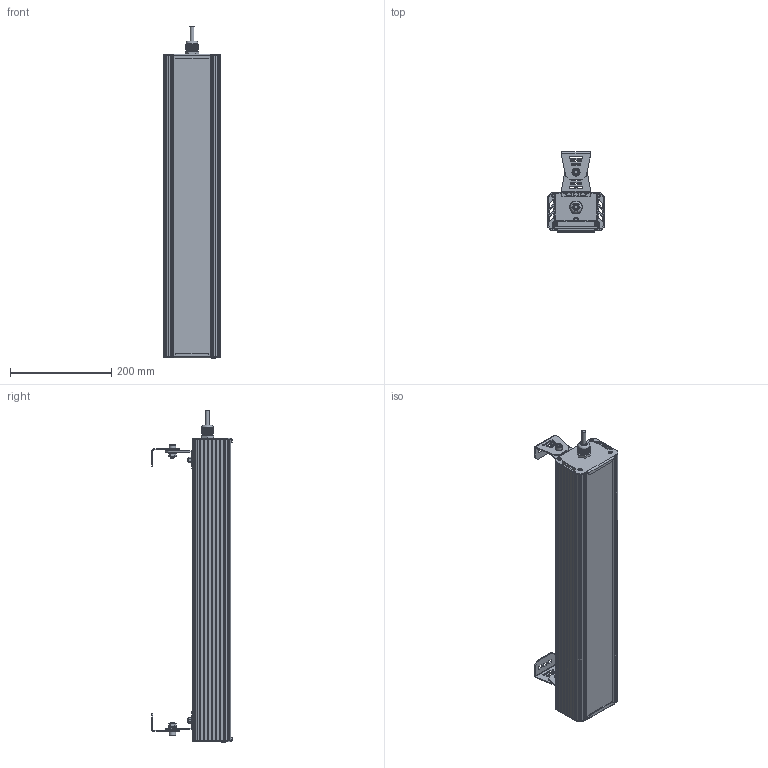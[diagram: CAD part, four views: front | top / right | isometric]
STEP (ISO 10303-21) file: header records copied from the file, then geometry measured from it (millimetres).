
FILE_DESCRIPTION(('STEP AP214'), '1');
FILE_NAME('001.0070.16.000 - ÃÑÏ-Ïðèìà-80', '2023-09-25T05:58:41', ('Ëóêîíèí Å Ï'), ('ÎÊÁ Ñâîé Ñòèëü'), 'C3D Converter', 'C3D Toolkit', '');
FILE_SCHEMA(('AUTOMOTIVE_DESIGN { 1 0 10303 214 3 1 1}'));
Length unit declared in the file: millimetre
Products named in the file (32): 001.0070.16.000; 001.0065.01.000
Assembly tree (60 placements, depth 4):
  001.0070.16.000
    (unnamed)
      (unnamed)
      (unnamed)
      (unnamed)  x4
      (unnamed)
      (unnamed)  x4
      (unnamed)
      (unnamed)
      (unnamed)
      (unnamed)  x8
        (unnamed)
        (unnamed)
        (unnamed)
        (unnamed)
        (unnamed)
        (unnamed)
        (unnamed)
        (unnamed)
        (unnamed)
      (unnamed)
        (unnamed)
    001.0065.01.000  x2
      (unnamed)
      (unnamed)
      (unnamed)
      (unnamed)
      (unnamed)
      (unnamed)
      (unnamed)
      (unnamed)
      (unnamed)
Bounding box: 112.19 x 158.42 x 656 mm (x, y, z)
Volume: 1153793.2 mm3; surface area: 992790 mm2
Topology: 308 solids, 308 shells, 4054 faces, 10059 edges, 6743 vertices
Faces by surface type: plane 2567, cylinder 1241, cone 166, bspline 45, sphere 24, torus 11
Full cylindrical faces by diameter (mm): 1 x24, 2 x16, 2.5 x32, 2.8 x200, 3.2 x24, 3.5 x40, 4 x8, 6 x4, 6.375 x2, 8 x12, 8.5 x8, 12 x3, 12.5 x1, 13.333 x2, 16 x5, 18.5 x3, 20 x1, 23.5 x1
Entity records: 119847 total; most frequent: CARTESIAN_POINT 49900, DIRECTION 9578, ORIENTED_EDGE 9256, EDGE_CURVE 4628, COLOUR_RGB 3910, PRESENTATION_STYLE_ASSIGNMENT 3910, AXIS2_PLACEMENT_3D 3444, VERTEX_POINT 3162
